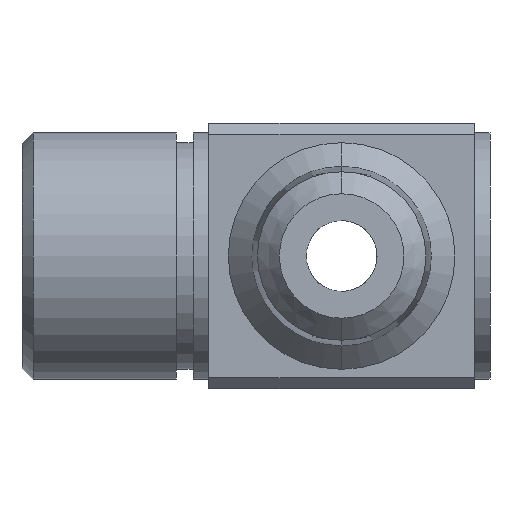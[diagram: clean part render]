
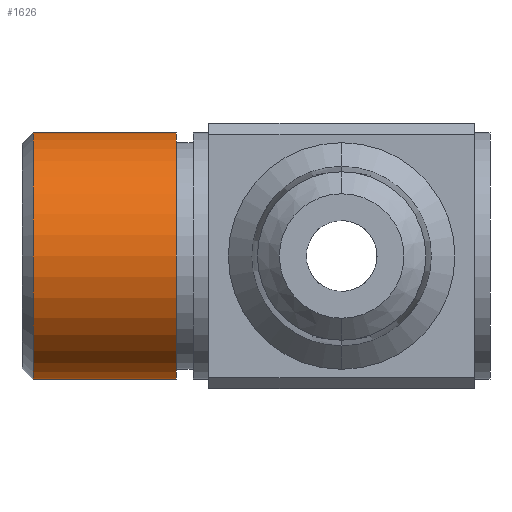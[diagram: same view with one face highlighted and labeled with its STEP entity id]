
A CAD part, left-side view. The second image highlights one B-rep face of the part: STEP entity #1626.
In plain terms, the highlighted cylindrical face has radius 7.048 mm (diameter 14.097 mm), a partial arc.
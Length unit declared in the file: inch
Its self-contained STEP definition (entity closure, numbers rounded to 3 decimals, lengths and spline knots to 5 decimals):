
#491 = VERTEX_POINT ( 'NONE', #2100 ) ;
#498 = DIRECTION ( 'NONE',  ( 0., 1., 0. ) ) ;
#506 = CIRCLE ( 'NONE', #1146, 0.2775 ) ;
#547 = DIRECTION ( 'NONE',  ( 0., 0., -1. ) ) ;
#596 = CYLINDRICAL_SURFACE ( 'NONE', #1103, 0.2775 ) ;
#724 = EDGE_CURVE ( 'NONE', #2303, #491, #2059, .T. ) ;
#821 = EDGE_CURVE ( 'NONE', #2303, #3223, #988, .T. ) ;
#872 = CARTESIAN_POINT ( 'NONE',  ( 0., 0.3715, 0.2775 ) ) ;
#965 = CARTESIAN_POINT ( 'NONE',  ( 0., 0.96562, 0.2775 ) ) ;
#988 = CIRCLE ( 'NONE', #1019, 0.2775 ) ;
#1002 = CARTESIAN_POINT ( 'NONE',  ( 0., 0.96562, 0. ) ) ;
#1019 = AXIS2_PLACEMENT_3D ( 'NONE', #1545, #2031, #2802 ) ;
#1049 = FACE_OUTER_BOUND ( 'NONE', #2924, .T. ) ;
#1071 = ORIENTED_EDGE ( 'NONE', *, *, #724, .F. ) ;
#1102 = DIRECTION ( 'NONE',  ( 0., 1., 0. ) ) ;
#1103 = AXIS2_PLACEMENT_3D ( 'NONE', #1002, #1102, #547 ) ;
#1146 = AXIS2_PLACEMENT_3D ( 'NONE', #2898, #3166, #1839 ) ;
#1149 = VERTEX_POINT ( 'NONE', #2980 ) ;
#1159 = VECTOR ( 'NONE', #1653, 39.37008 ) ;
#1385 = CARTESIAN_POINT ( 'NONE',  ( 0., 0.96562, -0.2775 ) ) ;
#1545 = CARTESIAN_POINT ( 'NONE',  ( 0., 0.3715, 0. ) ) ;
#1578 = EDGE_CURVE ( 'NONE', #3223, #1149, #3203, .T. ) ;
#1626 = ADVANCED_FACE ( 'NONE', ( #1049 ), #596, .T. ) ;
#1653 = DIRECTION ( 'NONE',  ( 0., 1., 0. ) ) ;
#1713 = EDGE_CURVE ( 'NONE', #1149, #491, #506, .T. ) ;
#1723 = ORIENTED_EDGE ( 'NONE', *, *, #1713, .T. ) ;
#1787 = ORIENTED_EDGE ( 'NONE', *, *, #1578, .T. ) ;
#1839 = DIRECTION ( 'NONE',  ( 0., 0., -1. ) ) ;
#2031 = DIRECTION ( 'NONE',  ( 0., 1., 0. ) ) ;
#2059 = LINE ( 'NONE', #1385, #1159 ) ;
#2100 = CARTESIAN_POINT ( 'NONE',  ( 0., 0.6935, -0.2775 ) ) ;
#2303 = VERTEX_POINT ( 'NONE', #3329 ) ;
#2396 = ORIENTED_EDGE ( 'NONE', *, *, #821, .T. ) ;
#2410 = VECTOR ( 'NONE', #498, 39.37008 ) ;
#2802 = DIRECTION ( 'NONE',  ( 0., 0., -1. ) ) ;
#2898 = CARTESIAN_POINT ( 'NONE',  ( 0., 0.6935, 0. ) ) ;
#2924 = EDGE_LOOP ( 'NONE', ( #2396, #1787, #1723, #1071 ) ) ;
#2980 = CARTESIAN_POINT ( 'NONE',  ( 0., 0.6935, 0.2775 ) ) ;
#3166 = DIRECTION ( 'NONE',  ( 0., -1., 0. ) ) ;
#3203 = LINE ( 'NONE', #965, #2410 ) ;
#3223 = VERTEX_POINT ( 'NONE', #872 ) ;
#3329 = CARTESIAN_POINT ( 'NONE',  ( 0., 0.3715, -0.2775 ) ) ;
